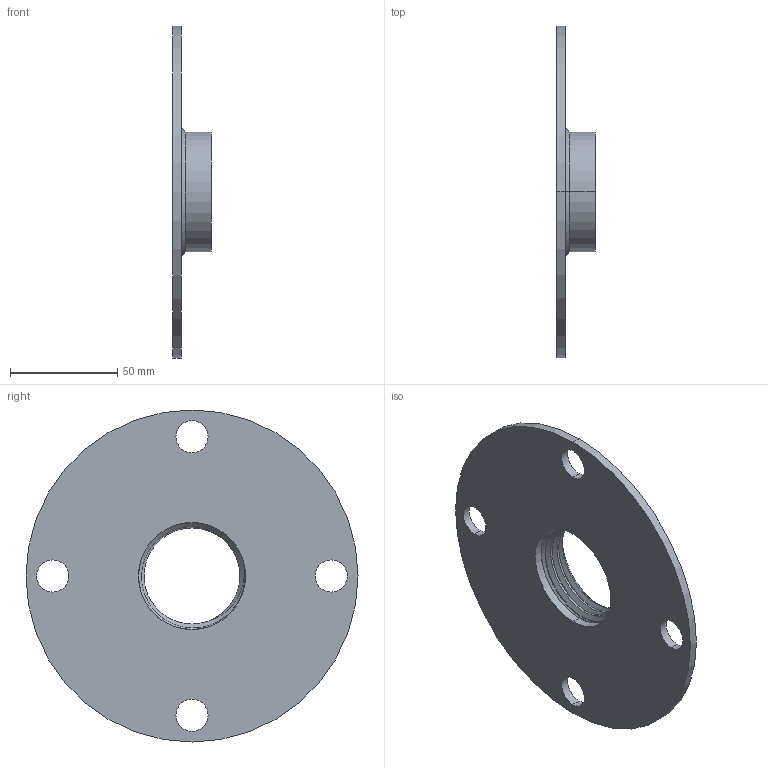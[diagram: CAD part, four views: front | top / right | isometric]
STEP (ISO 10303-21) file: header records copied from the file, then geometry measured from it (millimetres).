
FILE_DESCRIPTION (( 'STEP AP214' ), '1' );
FILE_NAME ('Ôëàíåö.STEP', '2021-04-05T07:04:57', ( '' ), ( '' ), 'SwSTEP 2.0', 'SolidWorks 2020', '' );
FILE_SCHEMA (( 'AUTOMOTIVE_DESIGN' ));
Length unit declared in the file: millimetre
Products named in the file (1): 婑鳧氀
Bounding box: 18 x 155 x 155 mm (x, y, z)
Volume: 75033.9 mm3; surface area: 41328 mm2
Topology: 1 solids, 1 shells, 34 faces, 87 edges, 57 vertices
Faces by surface type: cylinder 20, cone 7, plane 4, bspline 3
Entity records: 2617 total; most frequent: CARTESIAN_POINT 1771, ORIENTED_EDGE 174, DIRECTION 164, EDGE_CURVE 87, AXIS2_PLACEMENT_3D 69, VERTEX_POINT 57, EDGE_LOOP 46, CIRCLE 37
